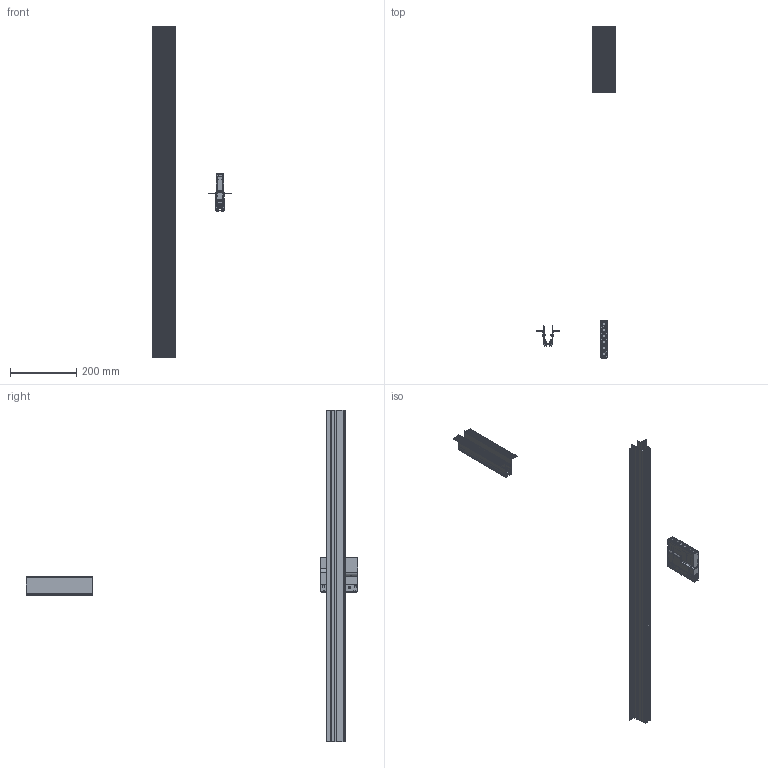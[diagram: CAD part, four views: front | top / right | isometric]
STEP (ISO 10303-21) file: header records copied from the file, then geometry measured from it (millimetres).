
FILE_DESCRIPTION (( 'STEP AP214' ), '1' );
FILE_NAME ('203-110(渲染1).STEP', '2022-06-07T07:47:32', ( 'user' ), ( '' ), 'SwSTEP 2.0', 'SolidWorks 2017', '' );
FILE_SCHEMA (( 'AUTOMOTIVE_DESIGN' ));
Length unit declared in the file: millimetre
Products named in the file (30): 203-110-嫖埭; 棠柲蛌唅挴誹; KL-DA6; 棠柲唅蛌裔; 萇埭碟偌瑩; 203-110(渲染1); 絳萇肣え-B; 絳萇肣え-A; 傻遴萇埭碟狟裔; 20X2胶圈; 標啣寢耋沭(1); 蠶閡寢耋沭; M3X4埴芛囀鞠褒蹟佪.; M3X10麥芛坋趼; M3X6麥芛坋趼蹟佪; 20傻遴萇埭碟22.5.31; 203-110-奻腑极裔; 磁吸驱动-普通款; 蛌粣B杶璃; 短款电源盒上盖组件; TAOTONG; 棠沺郪璃; LUOSI; 25X5X2棠沺; 蛌粣A; 棠沺遺; 203-110奻腑极; 傻遴萇埭碟奻裔; 203-110狟腑极(3); 棠柲唅蛌結遠
Assembly tree (41 placements, depth 5):
  203-110(渲染1)
    KL-DA6
    203-110-嫖埭
    203-110狟腑极(3)
    203-110奻腑极
    蛌粣A
    蛌粣B杶璃
      LUOSI
      TAOTONG
    203-110-奻腑极裔
    M3X6麥芛坋趼蹟佪  x6
    M3X10麥芛坋趼  x4
    M3X4埴芛囀鞠褒蹟佪.  x2
    蠶閡寢耋沭
    標啣寢耋沭(1)
    20X2胶圈
    20傻遴萇埭碟22.5.31
      傻遴萇埭碟狟裔
      絳萇肣え-A  x2
      絳萇肣え-B  x2
      萇埭碟偌瑩
      棠柲唅蛌裔
      棠柲蛌唅挴誹
      棠柲唅蛌結遠
      短款电源盒上盖组件
        傻遴萇埭碟奻裔
        棠沺郪璃  x2
          棠沺遺
          25X5X2棠沺
      磁吸驱动-普通款
Bounding box: 240.5 x 1000.47 x 1000 mm (x, y, z)
Volume: 605503.9 mm3; surface area: 712494 mm2
Topology: 39 solids, 47 shells, 3390 faces, 8912 edges, 5630 vertices
Faces by surface type: plane 1835, cylinder 700, bspline 512, cone 222, torus 101, sphere 20
Entity records: 121177 total; most frequent: CARTESIAN_POINT 48841, ORIENTED_EDGE 15928, DIRECTION 12979, EDGE_CURVE 7964, VECTOR 5181, LINE 5181, VERTEX_POINT 5103, AXIS2_PLACEMENT_3D 3899
